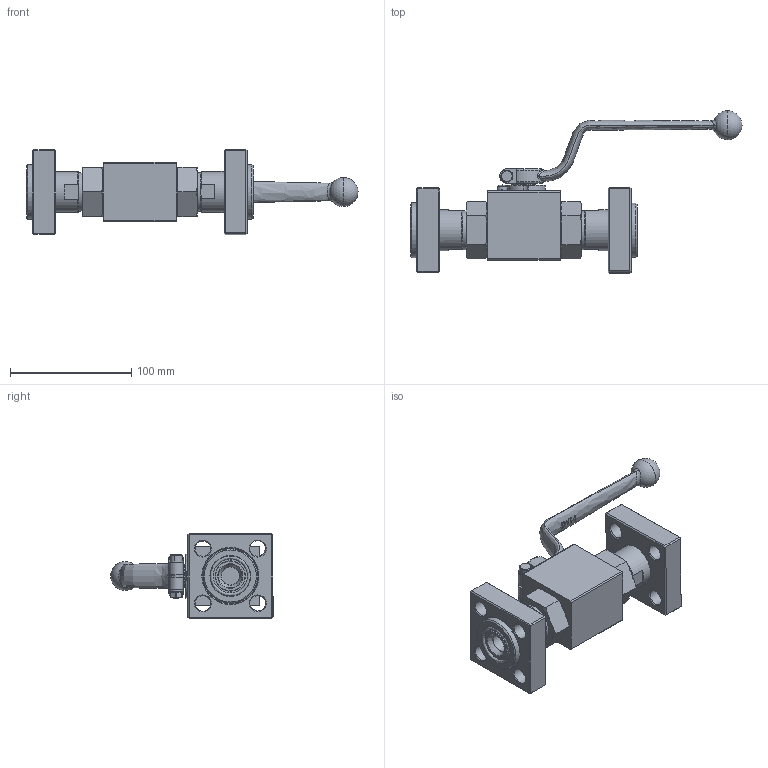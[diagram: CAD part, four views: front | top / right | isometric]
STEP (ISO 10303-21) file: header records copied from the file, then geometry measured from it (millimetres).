
FILE_DESCRIPTION(/* description */ (''),/* implementation_level */ '2;1');
FILE_NAME(/* name */ 'BKF20.stp',/* time_stamp */ '2025-01-22T08:15:20+01:00',/* author */ (''),/* organization */ (''),/* preprocessor_version */ 'ST-DEVELOPER v16',/* originating_system */ 'SIEMENS PLM Software NX 10.0',/* authorisation */ '');
FILE_SCHEMA (('AP203_CONFIGURATION_CONTROLLED_3D_DESIGN_OF_MECHANICAL_PARTS_AND_ASSEMBLIES_MIM_LF { 1 0 10303 403 2 1 2}'));
Length unit declared in the file: millimetre
Products named in the file (1): nwer1768CCECh8pu
Bounding box: 273.94 x 134.15 x 70.94 mm (x, y, z)
Volume: 443264.3 mm3; surface area: 104302.2 mm2
Topology: 7 solids, 7 shells, 485 faces, 1186 edges, 721 vertices
Faces by surface type: plane 196, cylinder 96, cone 94, torus 68, bspline 25, sphere 4, revolution 2
Full cylindrical faces by diameter (mm): 13 x8, 15 x2, 23.7 x2, 25 x2, 27 x2, 29 x2, 32 x2, 33 x2, 33.889 x2, 35 x2, 45 x2, 46 x2
Entity records: 18395 total; most frequent: CARTESIAN_POINT 7617, DIRECTION 2163, ORIENTED_EDGE 2146, EDGE_CURVE 1073, AXIS2_PLACEMENT_3D 874, VERTEX_POINT 704, EDGE_LOOP 629, ADVANCED_FACE 485
